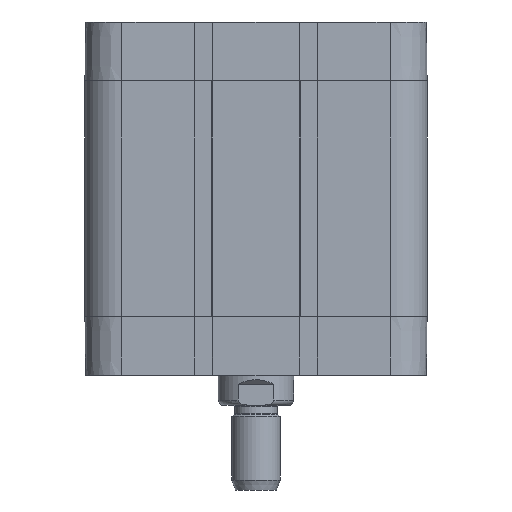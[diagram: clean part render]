
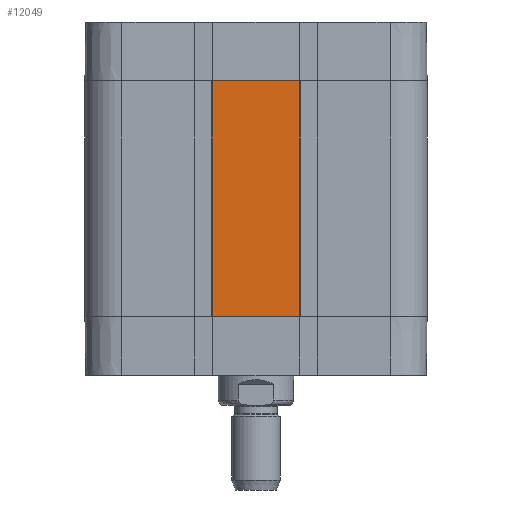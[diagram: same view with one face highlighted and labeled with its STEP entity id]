
A CAD part, left-side view. The second image highlights one B-rep face of the part: STEP entity #12049.
In plain terms, the highlighted planar face has unit normal (-1, 0, 0).
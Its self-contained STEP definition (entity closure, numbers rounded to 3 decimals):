
#10149=CARTESIAN_POINT('',(-56.75,-14.5,-39.0));
#10150=VERTEX_POINT('',#10149);
#10158=CARTESIAN_POINT('',(-56.75,14.5,-39.0));
#10159=VERTEX_POINT('',#10158);
#10160=CARTESIAN_POINT('',(-56.75,14.5,-39.0));
#10161=DIRECTION('',(0.0,-1.0,0.0));
#10162=VECTOR('',#10161,29.);
#10163=LINE('',#10160,#10162);
#10164=EDGE_CURVE('',#10159,#10150,#10163,.T.);
#11073=CARTESIAN_POINT('',(-56.75,14.5,39.0));
#11074=VERTEX_POINT('',#11073);
#11082=CARTESIAN_POINT('',(-56.75,-14.5,39.0));
#11083=VERTEX_POINT('',#11082);
#11084=CARTESIAN_POINT('',(-56.75,-14.5,39.0));
#11085=DIRECTION('',(0.0,1.0,0.0));
#11086=VECTOR('',#11085,29.);
#11087=LINE('',#11084,#11086);
#11088=EDGE_CURVE('',#11083,#11074,#11087,.T.);
#11706=CARTESIAN_POINT('',(-56.75,14.5,-39.));
#11707=DIRECTION('',(0.0,0.0,1.0));
#11708=VECTOR('',#11707,78.0);
#11709=LINE('',#11706,#11708);
#11710=EDGE_CURVE('',#10159,#11074,#11709,.T.);
#11823=CARTESIAN_POINT('',(-56.75,-14.5,39.0));
#11824=DIRECTION('',(0.0,0.0,-1.0));
#11825=VECTOR('',#11824,78.0);
#11826=LINE('',#11823,#11825);
#11827=EDGE_CURVE('',#11083,#10150,#11826,.T.);
#12038=CARTESIAN_POINT('',(-56.75,-56.75,0.0));
#12039=DIRECTION('',(-1.0,0.0,0.0));
#12040=DIRECTION('',(0.0,0.0,1.0));
#12041=AXIS2_PLACEMENT_3D('',#12038,#12039,#12040);
#12042=PLANE('',#12041);
#12043=ORIENTED_EDGE('',*,*,#11710,.F.);
#12044=ORIENTED_EDGE('',*,*,#10164,.T.);
#12045=ORIENTED_EDGE('',*,*,#11827,.F.);
#12046=ORIENTED_EDGE('',*,*,#11088,.T.);
#12047=EDGE_LOOP('',(#12043,#12044,#12045,#12046));
#12048=FACE_OUTER_BOUND('',#12047,.T.);
#12049=ADVANCED_FACE('',(#12048),#12042,.T.);
